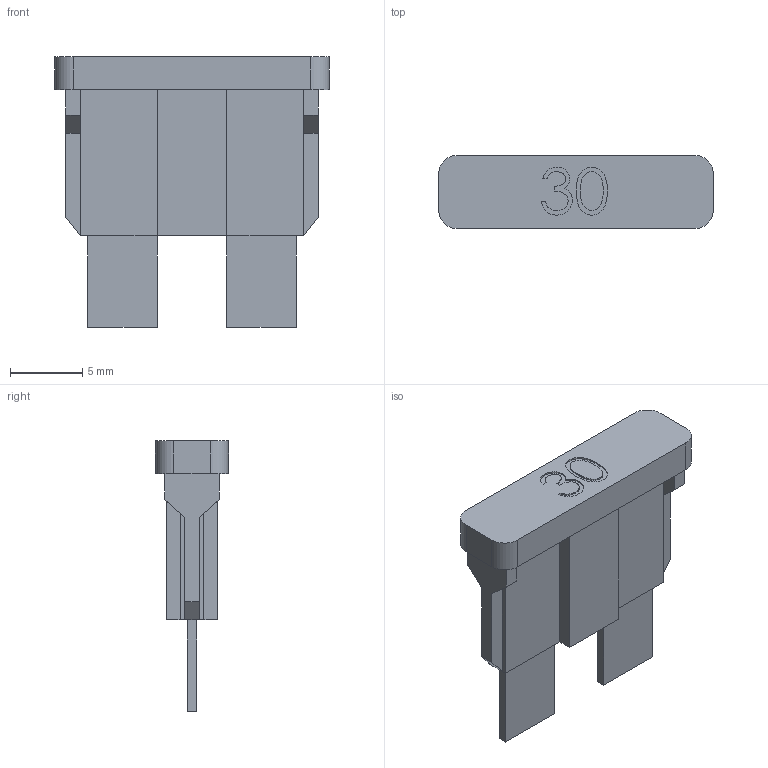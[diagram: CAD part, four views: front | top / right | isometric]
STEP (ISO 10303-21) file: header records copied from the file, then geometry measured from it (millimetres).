
FILE_DESCRIPTION (( 'STEP AP214' ), '1' );
FILE_NAME ('User Library-ATO-ATC STANDARD BLADE FUSE.STEP', '2020-05-17T18:56:15', ( '' ), ( '' ), 'SwSTEP 2.0', 'SolidWorks 2019', '' );
FILE_SCHEMA (( 'AUTOMOTIVE_DESIGN' ));
Length unit declared in the file: inch
Products named in the file (1): User Library-ATO-ATC STANDARD BLADE FUSE
Bounding box: 19.05 x 5.08 x 18.8 mm (x, y, z)
Volume: 545.1 mm3; surface area: 1063.2 mm2
Topology: 1 solids, 1 shells, 121 faces, 328 edges, 212 vertices
Faces by surface type: plane 86, bspline 23, cylinder 12
Entity records: 6753 total; most frequent: CARTESIAN_POINT 2229, ORIENTED_EDGE 656, DIRECTION 508, EDGE_CURVE 328, LINE 254, VECTOR 254, VERTEX_POINT 212, AXIS2_PLACEMENT_3D 127
